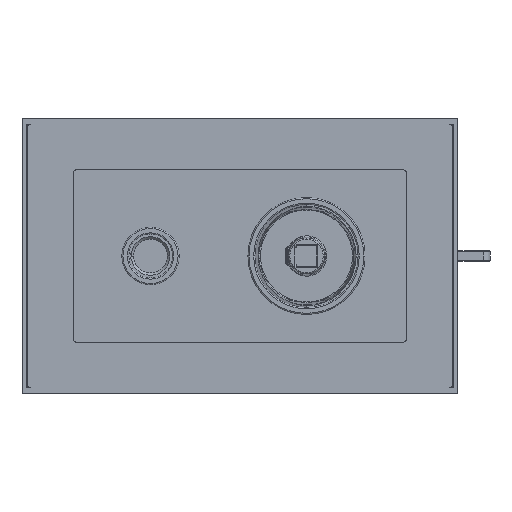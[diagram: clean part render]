
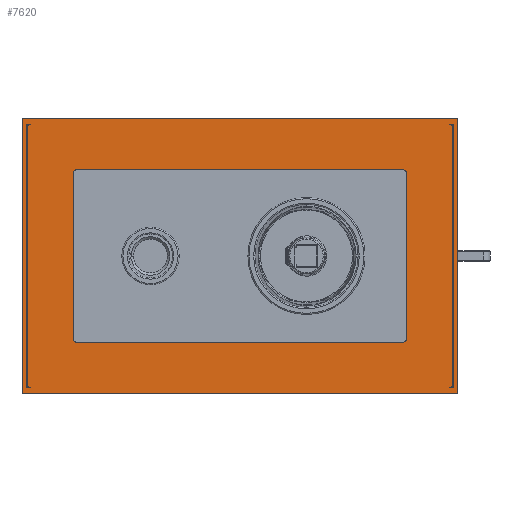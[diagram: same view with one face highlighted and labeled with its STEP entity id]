
A CAD part, left-side view. The second image highlights one B-rep face of the part: STEP entity #7620.
In plain terms, the highlighted planar face has unit normal (-1, 0, 0).
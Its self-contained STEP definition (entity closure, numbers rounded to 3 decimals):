
#5989=CARTESIAN_POINT('',(-10.,-65.5,-59.5));
#5990=DIRECTION('',(-1.,0.,0.));
#5991=DIRECTION('',(0.,0.,-1.));
#5992=AXIS2_PLACEMENT_3D('',#5989,#5990,#5991);
#5994=DIRECTION('',(0.,1.,0.));
#5995=VECTOR('',#5994,189.);
#5996=CARTESIAN_POINT('',(-10.,-65.5,-60.));
#5997=LINE('',#5996,#5995);
#5998=CARTESIAN_POINT('',(-10.,123.5,-59.5));
#5999=DIRECTION('',(-1.,0.,0.));
#6000=DIRECTION('',(0.,1.,0.));
#6001=AXIS2_PLACEMENT_3D('',#5998,#5999,#6000);
#6003=DIRECTION('',(0.,0.,1.));
#6004=VECTOR('',#6003,119.);
#6005=CARTESIAN_POINT('',(-10.,124.,-59.5));
#6006=LINE('',#6005,#6004);
#6007=CARTESIAN_POINT('',(-10.,123.5,59.5));
#6008=DIRECTION('',(-1.,0.,0.));
#6009=DIRECTION('',(0.,0.,1.));
#6010=AXIS2_PLACEMENT_3D('',#6007,#6008,#6009);
#6012=DIRECTION('',(0.,-1.,0.));
#6013=VECTOR('',#6012,189.);
#6014=CARTESIAN_POINT('',(-10.,123.5,60.));
#6015=LINE('',#6014,#6013);
#6016=CARTESIAN_POINT('',(-10.,-65.5,59.5));
#6017=DIRECTION('',(-1.,0.,0.));
#6018=DIRECTION('',(0.,-1.,0.));
#6019=AXIS2_PLACEMENT_3D('',#6016,#6017,#6018);
#6021=DIRECTION('',(0.,0.,-1.));
#6022=VECTOR('',#6021,119.);
#6023=CARTESIAN_POINT('',(-10.,-66.,59.5));
#6024=LINE('',#6023,#6022);
#6025=DIRECTION('',(0.,-1.,0.));
#6026=VECTOR('',#6025,1.5);
#6027=CARTESIAN_POINT('',(-10.,-62.5,57.5));
#6028=LINE('',#6027,#6026);
#6029=CARTESIAN_POINT('',(-10.,-62.5,56.5));
#6030=DIRECTION('',(-1.,0.,0.));
#6031=DIRECTION('',(0.,-1.,0.));
#6032=AXIS2_PLACEMENT_3D('',#6029,#6030,#6031);
#6034=DIRECTION('',(0.,0.,1.));
#6035=VECTOR('',#6034,113.);
#6036=CARTESIAN_POINT('',(-10.,-63.5,-56.5));
#6037=LINE('',#6036,#6035);
#6038=CARTESIAN_POINT('',(-10.,-62.5,-56.5));
#6039=DIRECTION('',(-1.,0.,0.));
#6040=DIRECTION('',(0.,0.,-1.));
#6041=AXIS2_PLACEMENT_3D('',#6038,#6039,#6040);
#6043=DIRECTION('',(0.,1.,0.));
#6044=VECTOR('',#6043,1.5);
#6045=CARTESIAN_POINT('',(-10.,-64.,-57.5));
#6046=LINE('',#6045,#6044);
#6047=DIRECTION('',(0.,0.,-1.));
#6048=VECTOR('',#6047,115.);
#6049=CARTESIAN_POINT('',(-10.,-64.,57.5));
#6050=LINE('',#6049,#6048);
#6051=DIRECTION('',(0.,1.,0.));
#6052=VECTOR('',#6051,143.);
#6053=CARTESIAN_POINT('',(-10.,-42.5,-37.5));
#6054=LINE('',#6053,#6052);
#6055=DIRECTION('',(0.,0.,-1.));
#6056=VECTOR('',#6055,73.);
#6057=CARTESIAN_POINT('',(-10.,-43.5,36.5));
#6058=LINE('',#6057,#6056);
#6059=DIRECTION('',(0.,-1.,0.));
#6060=VECTOR('',#6059,143.);
#6061=CARTESIAN_POINT('',(-10.,100.5,37.5));
#6062=LINE('',#6061,#6060);
#6063=DIRECTION('',(0.,0.,1.));
#6064=VECTOR('',#6063,73.);
#6065=CARTESIAN_POINT('',(-10.,101.5,-36.5));
#6066=LINE('',#6065,#6064);
#6067=DIRECTION('',(0.,1.,0.));
#6068=VECTOR('',#6067,1.5);
#6069=CARTESIAN_POINT('',(-10.,120.5,-57.5));
#6070=LINE('',#6069,#6068);
#6071=CARTESIAN_POINT('',(-10.,120.5,-56.5));
#6072=DIRECTION('',(-1.,0.,0.));
#6073=DIRECTION('',(0.,1.,0.));
#6074=AXIS2_PLACEMENT_3D('',#6071,#6072,#6073);
#6076=DIRECTION('',(0.,0.,-1.));
#6077=VECTOR('',#6076,113.);
#6078=CARTESIAN_POINT('',(-10.,121.5,56.5));
#6079=LINE('',#6078,#6077);
#6080=CARTESIAN_POINT('',(-10.,120.5,56.5));
#6081=DIRECTION('',(-1.,0.,0.));
#6082=DIRECTION('',(0.,0.,1.));
#6083=AXIS2_PLACEMENT_3D('',#6080,#6081,#6082);
#6085=DIRECTION('',(0.,-1.,0.));
#6086=VECTOR('',#6085,1.5);
#6087=CARTESIAN_POINT('',(-10.,122.,57.5));
#6088=LINE('',#6087,#6086);
#6089=DIRECTION('',(0.,0.,1.));
#6090=VECTOR('',#6089,115.);
#6091=CARTESIAN_POINT('',(-10.,122.,-57.5));
#6092=LINE('',#6091,#6090);
#6576=CARTESIAN_POINT('',(-10.,-42.5,-36.5));
#6577=DIRECTION('',(1.,0.,0.));
#6578=DIRECTION('',(0.,-1.,0.));
#6579=AXIS2_PLACEMENT_3D('',#6576,#6577,#6578);
#6594=CARTESIAN_POINT('',(-10.,-42.5,36.5));
#6595=DIRECTION('',(1.,0.,0.));
#6596=DIRECTION('',(0.,0.,1.));
#6597=AXIS2_PLACEMENT_3D('',#6594,#6595,#6596);
#6612=CARTESIAN_POINT('',(-10.,100.5,36.5));
#6613=DIRECTION('',(1.,0.,0.));
#6614=DIRECTION('',(0.,1.,0.));
#6615=AXIS2_PLACEMENT_3D('',#6612,#6613,#6614);
#6630=CARTESIAN_POINT('',(-10.,100.5,-36.5));
#6631=DIRECTION('',(1.,0.,0.));
#6632=DIRECTION('',(0.,0.,-1.));
#6633=AXIS2_PLACEMENT_3D('',#6630,#6631,#6632);
#6648=CARTESIAN_POINT('',(-10.,122.,-57.5));
#6649=CARTESIAN_POINT('',(-10.,122.,57.5));
#6650=VERTEX_POINT('',#6648);
#6651=VERTEX_POINT('',#6649);
#6652=CARTESIAN_POINT('',(-10.,-64.,57.5));
#6653=CARTESIAN_POINT('',(-10.,-64.,-57.5));
#6654=VERTEX_POINT('',#6652);
#6655=VERTEX_POINT('',#6653);
#6680=CARTESIAN_POINT('',(-10.,-65.5,-60.));
#6681=CARTESIAN_POINT('',(-10.,-66.,-59.5));
#6682=VERTEX_POINT('',#6680);
#6683=VERTEX_POINT('',#6681);
#6684=CARTESIAN_POINT('',(-10.,124.,-59.5));
#6685=CARTESIAN_POINT('',(-10.,123.5,-60.));
#6686=VERTEX_POINT('',#6684);
#6687=VERTEX_POINT('',#6685);
#6688=CARTESIAN_POINT('',(-10.,123.5,60.));
#6689=CARTESIAN_POINT('',(-10.,124.,59.5));
#6690=VERTEX_POINT('',#6688);
#6691=VERTEX_POINT('',#6689);
#6692=CARTESIAN_POINT('',(-10.,-66.,59.5));
#6693=CARTESIAN_POINT('',(-10.,-65.5,60.));
#6694=VERTEX_POINT('',#6692);
#6695=VERTEX_POINT('',#6693);
#6837=CARTESIAN_POINT('',(-10.,-43.5,36.5));
#6839=VERTEX_POINT('',#6837);
#6841=CARTESIAN_POINT('',(-10.,-42.5,37.5));
#6843=VERTEX_POINT('',#6841);
#6845=CARTESIAN_POINT('',(-10.,-42.5,-37.5));
#6847=VERTEX_POINT('',#6845);
#6849=CARTESIAN_POINT('',(-10.,-43.5,-36.5));
#6851=VERTEX_POINT('',#6849);
#6853=CARTESIAN_POINT('',(-10.,101.5,-36.5));
#6855=VERTEX_POINT('',#6853);
#6857=CARTESIAN_POINT('',(-10.,100.5,-37.5));
#6859=VERTEX_POINT('',#6857);
#6861=CARTESIAN_POINT('',(-10.,100.5,37.5));
#6863=VERTEX_POINT('',#6861);
#6865=CARTESIAN_POINT('',(-10.,101.5,36.5));
#6867=VERTEX_POINT('',#6865);
#6868=CARTESIAN_POINT('',(-10.,-63.5,-56.5));
#6870=VERTEX_POINT('',#6868);
#6872=CARTESIAN_POINT('',(-10.,-63.5,56.5));
#6874=VERTEX_POINT('',#6872);
#6876=CARTESIAN_POINT('',(-10.,121.5,56.5));
#6878=VERTEX_POINT('',#6876);
#6880=CARTESIAN_POINT('',(-10.,121.5,-56.5));
#6882=VERTEX_POINT('',#6880);
#6888=CARTESIAN_POINT('',(-10.,-62.5,-57.5));
#6889=VERTEX_POINT('',#6888);
#6890=CARTESIAN_POINT('',(-10.,120.5,-57.5));
#6891=VERTEX_POINT('',#6890);
#6896=CARTESIAN_POINT('',(-10.,-62.5,57.5));
#6897=VERTEX_POINT('',#6896);
#6898=CARTESIAN_POINT('',(-10.,120.5,57.5));
#6899=VERTEX_POINT('',#6898);
#7554=CARTESIAN_POINT('',(-10.,29.,0.));
#7555=DIRECTION('',(1.,0.,0.));
#7556=DIRECTION('',(0.,0.,-1.));
#7557=AXIS2_PLACEMENT_3D('',#7554,#7555,#7556);
#7558=PLANE('',#7557);
#7560=ORIENTED_EDGE('',*,*,#7559,.F.);
#7562=ORIENTED_EDGE('',*,*,#7561,.T.);
#7564=ORIENTED_EDGE('',*,*,#7563,.F.);
#7566=ORIENTED_EDGE('',*,*,#7565,.T.);
#7568=ORIENTED_EDGE('',*,*,#7567,.F.);
#7570=ORIENTED_EDGE('',*,*,#7569,.T.);
#7572=ORIENTED_EDGE('',*,*,#7571,.F.);
#7574=ORIENTED_EDGE('',*,*,#7573,.T.);
#7575=EDGE_LOOP('',(#7560,#7562,#7564,#7566,#7568,#7570,#7572,#7574));
#7576=FACE_OUTER_BOUND('',#7575,.F.);
#7578=ORIENTED_EDGE('',*,*,#7577,.F.);
#7580=ORIENTED_EDGE('',*,*,#7579,.F.);
#7582=ORIENTED_EDGE('',*,*,#7581,.F.);
#7583=ORIENTED_EDGE('',*,*,#7539,.F.);
#7584=ORIENTED_EDGE('',*,*,#7471,.F.);
#7586=ORIENTED_EDGE('',*,*,#7585,.F.);
#7587=EDGE_LOOP('',(#7578,#7580,#7582,#7583,#7584,#7586));
#7588=FACE_BOUND('',#7587,.F.);
#7590=ORIENTED_EDGE('',*,*,#7589,.F.);
#7592=ORIENTED_EDGE('',*,*,#7591,.F.);
#7594=ORIENTED_EDGE('',*,*,#7593,.F.);
#7596=ORIENTED_EDGE('',*,*,#7595,.F.);
#7598=ORIENTED_EDGE('',*,*,#7597,.F.);
#7600=ORIENTED_EDGE('',*,*,#7599,.F.);
#7602=ORIENTED_EDGE('',*,*,#7601,.F.);
#7604=ORIENTED_EDGE('',*,*,#7603,.F.);
#7605=EDGE_LOOP('',(#7590,#7592,#7594,#7596,#7598,#7600,#7602,#7604));
#7606=FACE_BOUND('',#7605,.F.);
#7607=ORIENTED_EDGE('',*,*,#7464,.F.);
#7609=ORIENTED_EDGE('',*,*,#7608,.F.);
#7611=ORIENTED_EDGE('',*,*,#7610,.F.);
#7613=ORIENTED_EDGE('',*,*,#7612,.F.);
#7615=ORIENTED_EDGE('',*,*,#7614,.F.);
#7617=ORIENTED_EDGE('',*,*,#7616,.F.);
#7618=EDGE_LOOP('',(#7607,#7609,#7611,#7613,#7615,#7617));
#7619=FACE_BOUND('',#7618,.F.);
#7620=ADVANCED_FACE('',(#7576,#7588,#7606,#7619),#7558,.F.);
#5993=CIRCLE('',#5992,0.5);
#6002=CIRCLE('',#6001,0.5);
#6011=CIRCLE('',#6010,0.5);
#6020=CIRCLE('',#6019,0.5);
#6033=CIRCLE('',#6032,1.);
#6042=CIRCLE('',#6041,1.);
#6075=CIRCLE('',#6074,1.);
#6084=CIRCLE('',#6083,1.);
#6580=CIRCLE('',#6579,1.);
#6598=CIRCLE('',#6597,1.);
#6616=CIRCLE('',#6615,1.);
#6634=CIRCLE('',#6633,1.);
#7464=EDGE_CURVE('',#6891,#6650,#6070,.T.);
#7471=EDGE_CURVE('',#6655,#6889,#6046,.T.);
#7539=EDGE_CURVE('',#6889,#6870,#6042,.T.);
#7559=EDGE_CURVE('',#6682,#6683,#5993,.T.);
#7561=EDGE_CURVE('',#6682,#6687,#5997,.T.);
#7563=EDGE_CURVE('',#6686,#6687,#6002,.T.);
#7565=EDGE_CURVE('',#6686,#6691,#6006,.T.);
#7567=EDGE_CURVE('',#6690,#6691,#6011,.T.);
#7569=EDGE_CURVE('',#6690,#6695,#6015,.T.);
#7571=EDGE_CURVE('',#6694,#6695,#6020,.T.);
#7573=EDGE_CURVE('',#6694,#6683,#6024,.T.);
#7577=EDGE_CURVE('',#6897,#6654,#6028,.T.);
#7579=EDGE_CURVE('',#6874,#6897,#6033,.T.);
#7581=EDGE_CURVE('',#6870,#6874,#6037,.T.);
#7585=EDGE_CURVE('',#6654,#6655,#6050,.T.);
#7589=EDGE_CURVE('',#6847,#6859,#6054,.T.);
#7591=EDGE_CURVE('',#6851,#6847,#6580,.T.);
#7593=EDGE_CURVE('',#6839,#6851,#6058,.T.);
#7595=EDGE_CURVE('',#6843,#6839,#6598,.T.);
#7597=EDGE_CURVE('',#6863,#6843,#6062,.T.);
#7599=EDGE_CURVE('',#6867,#6863,#6616,.T.);
#7601=EDGE_CURVE('',#6855,#6867,#6066,.T.);
#7603=EDGE_CURVE('',#6859,#6855,#6634,.T.);
#7608=EDGE_CURVE('',#6882,#6891,#6075,.T.);
#7610=EDGE_CURVE('',#6878,#6882,#6079,.T.);
#7612=EDGE_CURVE('',#6899,#6878,#6084,.T.);
#7614=EDGE_CURVE('',#6651,#6899,#6088,.T.);
#7616=EDGE_CURVE('',#6650,#6651,#6092,.T.);
